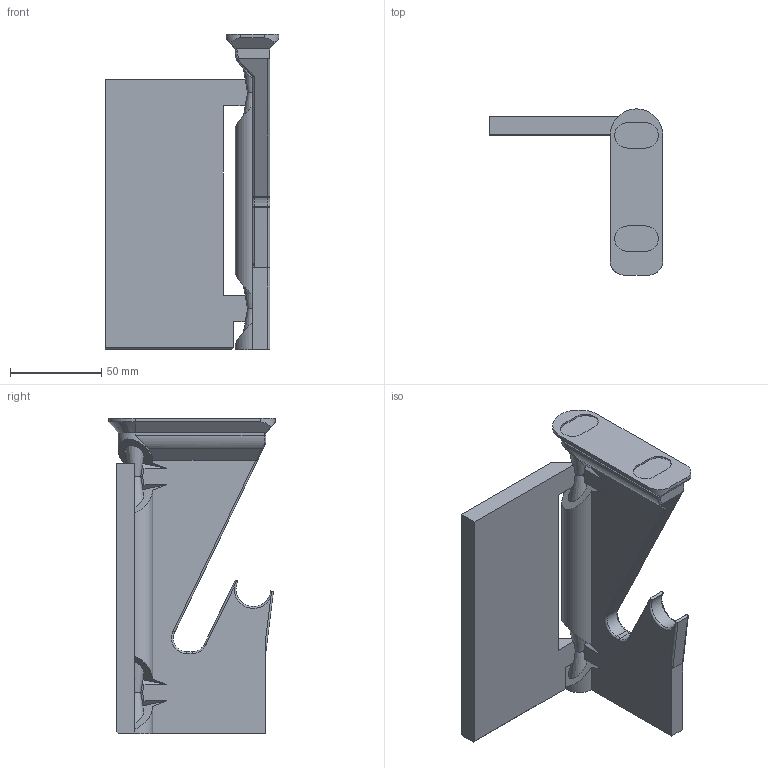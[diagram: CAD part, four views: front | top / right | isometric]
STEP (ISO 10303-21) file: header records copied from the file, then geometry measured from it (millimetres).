
FILE_DESCRIPTION(/* description */ (''),/* implementation_level */ '2;1');
FILE_NAME(/* name */ 'MUNBYN Rack v6 .3clearance.step',/* time_stamp */ '2025-06-15T23:38:41-07:00',/* author */ (''),/* organization */ (''),/* preprocessor_version */ 'ST-DEVELOPER v20.1',/* originating_system */ 'Autodesk Translation Framework v14.10.0.0',/* authorisation */ '');
FILE_SCHEMA (('AUTOMOTIVE_DESIGN { 1 0 10303 214 3 1 1 }'));
Length unit declared in the file: millimetre
Products named in the file (3): MUNBYN Rack; Sides; Back/Front
Assembly tree (2 placements, depth 2):
  MUNBYN Rack
    Sides
    Back/Front
Bounding box: 95.53 x 91.32 x 173.25 mm (x, y, z)
Volume: 240248.2 mm3; surface area: 68206.2 mm2
Topology: 2 solids, 2 shells, 115 faces, 307 edges, 193 vertices
Faces by surface type: plane 59, cylinder 28, cone 12, bspline 9, torus 7
Full cylindrical faces by diameter (mm): 13.4 x1, 14 x2
Entity records: 4255 total; most frequent: CARTESIAN_POINT 1344, ORIENTED_EDGE 614, DIRECTION 585, EDGE_CURVE 307, AXIS2_PLACEMENT_3D 215, VERTEX_POINT 193, LINE 155, VECTOR 155
